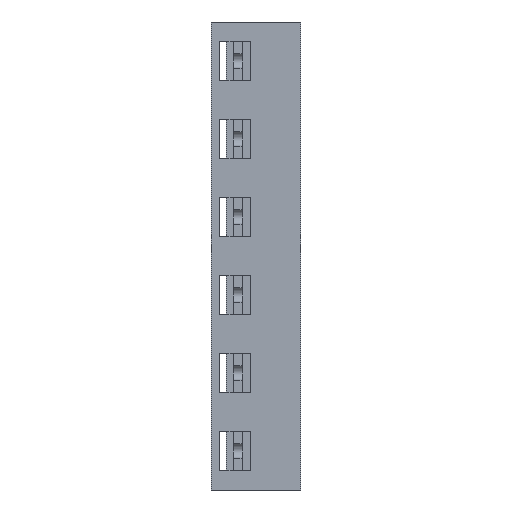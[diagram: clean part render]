
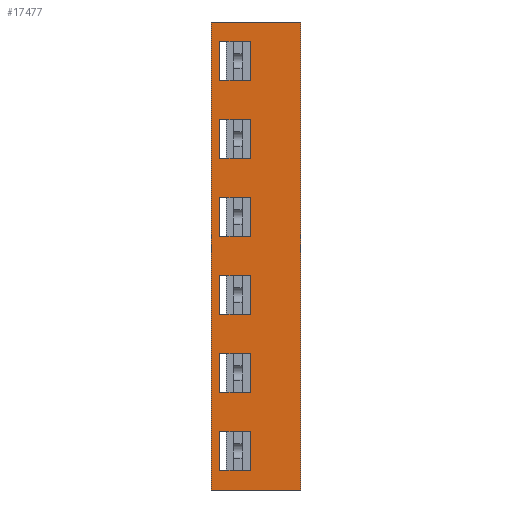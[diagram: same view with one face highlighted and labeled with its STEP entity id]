
A CAD part, left-side view. The second image highlights one B-rep face of the part: STEP entity #17477.
In plain terms, the highlighted planar face has unit normal (-1, 0, 0).
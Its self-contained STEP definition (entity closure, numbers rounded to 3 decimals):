
#17=DIRECTION('',(0.,-1.,0.));
#18=VECTOR('',#17,16.);
#19=CARTESIAN_POINT('',(-17.5,12.5,2016.));
#20=LINE('',#19,#18);
#809=DIRECTION('',(0.,-1.,0.));
#810=VECTOR('',#809,16.);
#811=CARTESIAN_POINT('',(-17.5,12.5,1932.));
#812=LINE('',#811,#810);
#813=DIRECTION('',(0.,0.,1.));
#814=VECTOR('',#813,84.);
#815=CARTESIAN_POINT('',(-17.5,12.5,1932.));
#816=LINE('',#815,#814);
#817=DIRECTION('',(0.,-1.,0.));
#818=VECTOR('',#817,5.5);
#819=CARTESIAN_POINT('',(-17.5,11.,2005.5));
#820=LINE('',#819,#818);
#821=DIRECTION('',(0.,0.,1.));
#822=VECTOR('',#821,7.);
#823=CARTESIAN_POINT('',(-17.5,5.5,2005.5));
#824=LINE('',#823,#822);
#825=DIRECTION('',(0.,1.,0.));
#826=VECTOR('',#825,5.5);
#827=CARTESIAN_POINT('',(-17.5,5.5,2012.5));
#828=LINE('',#827,#826);
#829=DIRECTION('',(0.,0.,-1.));
#830=VECTOR('',#829,7.);
#831=CARTESIAN_POINT('',(-17.5,11.,2012.5));
#832=LINE('',#831,#830);
#833=DIRECTION('',(0.,-1.,0.));
#834=VECTOR('',#833,5.5);
#835=CARTESIAN_POINT('',(-17.5,11.,1991.5));
#836=LINE('',#835,#834);
#837=DIRECTION('',(0.,0.,1.));
#838=VECTOR('',#837,7.);
#839=CARTESIAN_POINT('',(-17.5,5.5,1991.5));
#840=LINE('',#839,#838);
#841=DIRECTION('',(0.,1.,0.));
#842=VECTOR('',#841,5.5);
#843=CARTESIAN_POINT('',(-17.5,5.5,1998.5));
#844=LINE('',#843,#842);
#845=DIRECTION('',(0.,0.,-1.));
#846=VECTOR('',#845,7.);
#847=CARTESIAN_POINT('',(-17.5,11.,1998.5));
#848=LINE('',#847,#846);
#849=DIRECTION('',(0.,-1.,0.));
#850=VECTOR('',#849,5.5);
#851=CARTESIAN_POINT('',(-17.5,11.,1977.5));
#852=LINE('',#851,#850);
#853=DIRECTION('',(0.,0.,1.));
#854=VECTOR('',#853,7.);
#855=CARTESIAN_POINT('',(-17.5,5.5,1977.5));
#856=LINE('',#855,#854);
#857=DIRECTION('',(0.,1.,0.));
#858=VECTOR('',#857,5.5);
#859=CARTESIAN_POINT('',(-17.5,5.5,1984.5));
#860=LINE('',#859,#858);
#861=DIRECTION('',(0.,0.,-1.));
#862=VECTOR('',#861,7.);
#863=CARTESIAN_POINT('',(-17.5,11.,1984.5));
#864=LINE('',#863,#862);
#865=DIRECTION('',(0.,-1.,0.));
#866=VECTOR('',#865,5.5);
#867=CARTESIAN_POINT('',(-17.5,11.,1963.5));
#868=LINE('',#867,#866);
#869=DIRECTION('',(0.,0.,1.));
#870=VECTOR('',#869,7.);
#871=CARTESIAN_POINT('',(-17.5,5.5,1963.5));
#872=LINE('',#871,#870);
#873=DIRECTION('',(0.,1.,0.));
#874=VECTOR('',#873,5.5);
#875=CARTESIAN_POINT('',(-17.5,5.5,1970.5));
#876=LINE('',#875,#874);
#877=DIRECTION('',(0.,0.,-1.));
#878=VECTOR('',#877,7.);
#879=CARTESIAN_POINT('',(-17.5,11.,1970.5));
#880=LINE('',#879,#878);
#881=DIRECTION('',(0.,-1.,0.));
#882=VECTOR('',#881,5.5);
#883=CARTESIAN_POINT('',(-17.5,11.,1949.5));
#884=LINE('',#883,#882);
#885=DIRECTION('',(0.,0.,1.));
#886=VECTOR('',#885,7.);
#887=CARTESIAN_POINT('',(-17.5,5.5,1949.5));
#888=LINE('',#887,#886);
#889=DIRECTION('',(0.,1.,0.));
#890=VECTOR('',#889,5.5);
#891=CARTESIAN_POINT('',(-17.5,5.5,1956.5));
#892=LINE('',#891,#890);
#893=DIRECTION('',(0.,0.,-1.));
#894=VECTOR('',#893,7.);
#895=CARTESIAN_POINT('',(-17.5,11.,1956.5));
#896=LINE('',#895,#894);
#897=DIRECTION('',(0.,-1.,0.));
#898=VECTOR('',#897,5.5);
#899=CARTESIAN_POINT('',(-17.5,11.,1935.5));
#900=LINE('',#899,#898);
#901=DIRECTION('',(0.,0.,1.));
#902=VECTOR('',#901,7.);
#903=CARTESIAN_POINT('',(-17.5,5.5,1935.5));
#904=LINE('',#903,#902);
#905=DIRECTION('',(0.,1.,0.));
#906=VECTOR('',#905,5.5);
#907=CARTESIAN_POINT('',(-17.5,5.5,1942.5));
#908=LINE('',#907,#906);
#909=DIRECTION('',(0.,0.,-1.));
#910=VECTOR('',#909,7.);
#911=CARTESIAN_POINT('',(-17.5,11.,1942.5));
#912=LINE('',#911,#910);
#933=DIRECTION('',(0.,0.,1.));
#934=VECTOR('',#933,84.);
#935=CARTESIAN_POINT('',(-17.5,-3.5,1932.));
#936=LINE('',#935,#934);
#13869=CARTESIAN_POINT('',(-17.5,12.5,2016.));
#13870=VERTEX_POINT('',#13869);
#13871=CARTESIAN_POINT('',(-17.5,-3.5,2016.));
#13872=VERTEX_POINT('',#13871);
#14257=CARTESIAN_POINT('',(-17.5,12.5,1932.));
#14258=VERTEX_POINT('',#14257);
#14259=CARTESIAN_POINT('',(-17.5,-3.5,1932.));
#14260=VERTEX_POINT('',#14259);
#14449=CARTESIAN_POINT('',(-17.5,11.,2005.5));
#14450=CARTESIAN_POINT('',(-17.5,5.5,2005.5));
#14451=VERTEX_POINT('',#14449);
#14452=VERTEX_POINT('',#14450);
#14453=CARTESIAN_POINT('',(-17.5,5.5,2012.5));
#14454=VERTEX_POINT('',#14453);
#14455=CARTESIAN_POINT('',(-17.5,11.,2012.5));
#14456=VERTEX_POINT('',#14455);
#14465=CARTESIAN_POINT('',(-17.5,11.,1991.5));
#14466=CARTESIAN_POINT('',(-17.5,5.5,1991.5));
#14467=VERTEX_POINT('',#14465);
#14468=VERTEX_POINT('',#14466);
#14469=CARTESIAN_POINT('',(-17.5,5.5,1998.5));
#14470=VERTEX_POINT('',#14469);
#14471=CARTESIAN_POINT('',(-17.5,11.,1998.5));
#14472=VERTEX_POINT('',#14471);
#14481=CARTESIAN_POINT('',(-17.5,11.,1977.5));
#14482=CARTESIAN_POINT('',(-17.5,5.5,1977.5));
#14483=VERTEX_POINT('',#14481);
#14484=VERTEX_POINT('',#14482);
#14485=CARTESIAN_POINT('',(-17.5,5.5,1984.5));
#14486=VERTEX_POINT('',#14485);
#14487=CARTESIAN_POINT('',(-17.5,11.,1984.5));
#14488=VERTEX_POINT('',#14487);
#14497=CARTESIAN_POINT('',(-17.5,11.,1963.5));
#14498=CARTESIAN_POINT('',(-17.5,5.5,1963.5));
#14499=VERTEX_POINT('',#14497);
#14500=VERTEX_POINT('',#14498);
#14501=CARTESIAN_POINT('',(-17.5,5.5,1970.5));
#14502=VERTEX_POINT('',#14501);
#14503=CARTESIAN_POINT('',(-17.5,11.,1970.5));
#14504=VERTEX_POINT('',#14503);
#14513=CARTESIAN_POINT('',(-17.5,11.,1949.5));
#14514=CARTESIAN_POINT('',(-17.5,5.5,1949.5));
#14515=VERTEX_POINT('',#14513);
#14516=VERTEX_POINT('',#14514);
#14517=CARTESIAN_POINT('',(-17.5,5.5,1956.5));
#14518=VERTEX_POINT('',#14517);
#14519=CARTESIAN_POINT('',(-17.5,11.,1956.5));
#14520=VERTEX_POINT('',#14519);
#14529=CARTESIAN_POINT('',(-17.5,11.,1935.5));
#14530=CARTESIAN_POINT('',(-17.5,5.5,1935.5));
#14531=VERTEX_POINT('',#14529);
#14532=VERTEX_POINT('',#14530);
#14533=CARTESIAN_POINT('',(-17.5,5.5,1942.5));
#14534=VERTEX_POINT('',#14533);
#14535=CARTESIAN_POINT('',(-17.5,11.,1942.5));
#14536=VERTEX_POINT('',#14535);
#17413=CARTESIAN_POINT('',(-17.5,12.5,0.));
#17414=DIRECTION('',(-1.,0.,0.));
#17415=DIRECTION('',(0.,-1.,0.));
#17416=AXIS2_PLACEMENT_3D('',#17413,#17414,#17415);
#17417=PLANE('',#17416);
#17418=ORIENTED_EDGE('',*,*,#17243,.F.);
#17420=ORIENTED_EDGE('',*,*,#17419,.T.);
#17421=ORIENTED_EDGE('',*,*,#16710,.T.);
#17423=ORIENTED_EDGE('',*,*,#17422,.F.);
#17424=EDGE_LOOP('',(#17418,#17420,#17421,#17423));
#17425=FACE_OUTER_BOUND('',#17424,.F.);
#17427=ORIENTED_EDGE('',*,*,#17426,.T.);
#17429=ORIENTED_EDGE('',*,*,#17428,.T.);
#17431=ORIENTED_EDGE('',*,*,#17430,.T.);
#17432=ORIENTED_EDGE('',*,*,#17361,.T.);
#17433=EDGE_LOOP('',(#17427,#17429,#17431,#17432));
#17434=FACE_BOUND('',#17433,.F.);
#17436=ORIENTED_EDGE('',*,*,#17435,.T.);
#17438=ORIENTED_EDGE('',*,*,#17437,.T.);
#17440=ORIENTED_EDGE('',*,*,#17439,.T.);
#17441=ORIENTED_EDGE('',*,*,#17354,.T.);
#17442=EDGE_LOOP('',(#17436,#17438,#17440,#17441));
#17443=FACE_BOUND('',#17442,.F.);
#17445=ORIENTED_EDGE('',*,*,#17444,.T.);
#17447=ORIENTED_EDGE('',*,*,#17446,.T.);
#17449=ORIENTED_EDGE('',*,*,#17448,.T.);
#17450=ORIENTED_EDGE('',*,*,#17347,.T.);
#17451=EDGE_LOOP('',(#17445,#17447,#17449,#17450));
#17452=FACE_BOUND('',#17451,.F.);
#17454=ORIENTED_EDGE('',*,*,#17453,.T.);
#17456=ORIENTED_EDGE('',*,*,#17455,.T.);
#17458=ORIENTED_EDGE('',*,*,#17457,.T.);
#17459=ORIENTED_EDGE('',*,*,#17340,.T.);
#17460=EDGE_LOOP('',(#17454,#17456,#17458,#17459));
#17461=FACE_BOUND('',#17460,.F.);
#17463=ORIENTED_EDGE('',*,*,#17462,.T.);
#17465=ORIENTED_EDGE('',*,*,#17464,.T.);
#17467=ORIENTED_EDGE('',*,*,#17466,.T.);
#17468=ORIENTED_EDGE('',*,*,#17333,.T.);
#17469=EDGE_LOOP('',(#17463,#17465,#17467,#17468));
#17470=FACE_BOUND('',#17469,.F.);
#17471=ORIENTED_EDGE('',*,*,#17380,.T.);
#17472=ORIENTED_EDGE('',*,*,#17394,.T.);
#17473=ORIENTED_EDGE('',*,*,#17407,.T.);
#17474=ORIENTED_EDGE('',*,*,#17326,.T.);
#17475=EDGE_LOOP('',(#17471,#17472,#17473,#17474));
#17476=FACE_BOUND('',#17475,.F.);
#17477=ADVANCED_FACE('',(#17425,#17434,#17443,#17452,#17461,#17470,#17476),
#17417,.T.);
#16710=EDGE_CURVE('',#13870,#13872,#20,.T.);
#17243=EDGE_CURVE('',#14258,#14260,#812,.T.);
#17326=EDGE_CURVE('',#14536,#14531,#912,.T.);
#17333=EDGE_CURVE('',#14520,#14515,#896,.T.);
#17340=EDGE_CURVE('',#14504,#14499,#880,.T.);
#17347=EDGE_CURVE('',#14488,#14483,#864,.T.);
#17354=EDGE_CURVE('',#14472,#14467,#848,.T.);
#17361=EDGE_CURVE('',#14456,#14451,#832,.T.);
#17380=EDGE_CURVE('',#14531,#14532,#900,.T.);
#17394=EDGE_CURVE('',#14532,#14534,#904,.T.);
#17407=EDGE_CURVE('',#14534,#14536,#908,.T.);
#17419=EDGE_CURVE('',#14258,#13870,#816,.T.);
#17422=EDGE_CURVE('',#14260,#13872,#936,.T.);
#17426=EDGE_CURVE('',#14451,#14452,#820,.T.);
#17428=EDGE_CURVE('',#14452,#14454,#824,.T.);
#17430=EDGE_CURVE('',#14454,#14456,#828,.T.);
#17435=EDGE_CURVE('',#14467,#14468,#836,.T.);
#17437=EDGE_CURVE('',#14468,#14470,#840,.T.);
#17439=EDGE_CURVE('',#14470,#14472,#844,.T.);
#17444=EDGE_CURVE('',#14483,#14484,#852,.T.);
#17446=EDGE_CURVE('',#14484,#14486,#856,.T.);
#17448=EDGE_CURVE('',#14486,#14488,#860,.T.);
#17453=EDGE_CURVE('',#14499,#14500,#868,.T.);
#17455=EDGE_CURVE('',#14500,#14502,#872,.T.);
#17457=EDGE_CURVE('',#14502,#14504,#876,.T.);
#17462=EDGE_CURVE('',#14515,#14516,#884,.T.);
#17464=EDGE_CURVE('',#14516,#14518,#888,.T.);
#17466=EDGE_CURVE('',#14518,#14520,#892,.T.);
